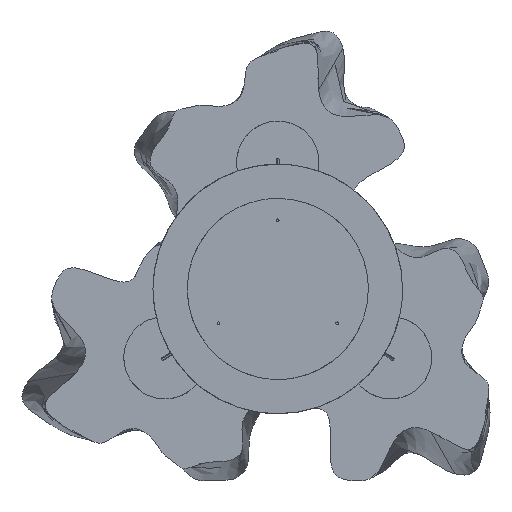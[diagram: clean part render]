
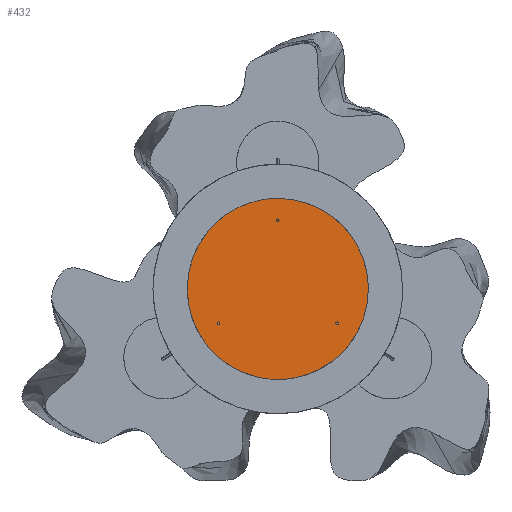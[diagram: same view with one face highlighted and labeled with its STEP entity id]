
A CAD part, top view. The second image highlights one B-rep face of the part: STEP entity #432.
In plain terms, the highlighted planar face has unit normal (0, 0, 1).
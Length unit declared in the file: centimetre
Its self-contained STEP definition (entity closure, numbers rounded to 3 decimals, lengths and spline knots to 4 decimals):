
#293=(
BOUNDED_CURVE()
B_SPLINE_CURVE(2,(#5887,#5888,#5889),.UNSPECIFIED.,.F.,.F.)
B_SPLINE_CURVE_WITH_KNOTS((3,3),(0.,103.6726),.UNSPECIFIED.)
CURVE()
GEOMETRIC_REPRESENTATION_ITEM()
RATIONAL_B_SPLINE_CURVE((1.,0.707,1.))
REPRESENTATION_ITEM($)
);
#296=(
BOUNDED_CURVE()
B_SPLINE_CURVE(2,(#5894,#5895,#5896),.UNSPECIFIED.,.F.,.F.)
B_SPLINE_CURVE_WITH_KNOTS((3,3),(103.6726,207.3451),.UNSPECIFIED.)
CURVE()
GEOMETRIC_REPRESENTATION_ITEM()
RATIONAL_B_SPLINE_CURVE((1.,0.707,1.))
REPRESENTATION_ITEM($)
);
#298=(
BOUNDED_CURVE()
B_SPLINE_CURVE(2,(#5899,#5900,#5901),.UNSPECIFIED.,.F.,.F.)
B_SPLINE_CURVE_WITH_KNOTS((3,3),(103.6726,207.3451),.UNSPECIFIED.)
CURVE()
GEOMETRIC_REPRESENTATION_ITEM()
RATIONAL_B_SPLINE_CURVE((1.,0.707,1.))
REPRESENTATION_ITEM($)
);
#432=ADVANCED_FACE($,(#558),#1751,.T.);
#558=FACE_OUTER_BOUND($,#688,.T.);
#688=EDGE_LOOP($,(#1245,#1246,#1247,#1248));
#1245=ORIENTED_EDGE($,*,*,#1530,.F.);
#1246=ORIENTED_EDGE($,*,*,#1527,.F.);
#1247=ORIENTED_EDGE($,*,*,#1532,.F.);
#1248=ORIENTED_EDGE($,*,*,#1534,.T.);
#1527=EDGE_CURVE($,#1714,#1715,#293,.T.);
#1530=EDGE_CURVE($,#1715,#1716,#296,.T.);
#1532=EDGE_CURVE($,#1717,#1714,#298,.T.);
#1534=EDGE_CURVE($,#1717,#1716,#1862,.T.);
#1714=VERTEX_POINT($,#6029);
#1715=VERTEX_POINT($,#6030);
#1716=VERTEX_POINT($,#6031);
#1717=VERTEX_POINT($,#6032);
#1751=PLANE($,#1972);
#1862=B_SPLINE_CURVE_WITH_KNOTS($,3,(#5904,#5905,#5906,#5907,#5908,#5909,
#5910,#5911,#5912,#5913,#5914,#5915,#5916,#5917,#5918,#5919,#5920,#5921,
#5922,#5923,#5924,#5925,#5926,#5927,#5928,#5929),.UNSPECIFIED.,.F.,.F.,(4,
2,2,2,2,2,2,2,2,2,2,2,4),(-103.6726,-97.7362,-91.5999,
-85.2812,-78.8019,-65.4611,-51.8363,-38.2114,
-24.8706,-18.3914,-12.0726,-5.9363,
0.),.UNSPECIFIED.);
#1972=AXIS2_PLACEMENT_3D($,#6015,#1998,$);
#1998=DIRECTION($,(0.,0.,1.));
#5887=CARTESIAN_POINT($,(0.,66.,0.));
#5888=CARTESIAN_POINT($,(66.,66.,0.));
#5889=CARTESIAN_POINT($,(66.,0.,0.));
#5894=CARTESIAN_POINT($,(66.,0.,0.));
#5895=CARTESIAN_POINT($,(66.,-66.,0.));
#5896=CARTESIAN_POINT($,(0.,-66.,0.));
#5899=CARTESIAN_POINT($,(-66.,0.,0.));
#5900=CARTESIAN_POINT($,(-66.,66.,0.));
#5901=CARTESIAN_POINT($,(0.,66.,0.));
#5904=CARTESIAN_POINT($,(-66.,0.,0.));
#5905=CARTESIAN_POINT($,(-66.,-1.9799,0.));
#5906=CARTESIAN_POINT($,(-65.9109,-3.9585,0.));
#5907=CARTESIAN_POINT($,(-65.5491,-7.9687,0.));
#5908=CARTESIAN_POINT($,(-65.2706,-9.9971,0.));
#5909=CARTESIAN_POINT($,(-64.5147,-14.0818,0.));
#5910=CARTESIAN_POINT($,(-64.0322,-16.1343,0.));
#5911=CARTESIAN_POINT($,(-62.8577,-20.238,0.));
#5912=CARTESIAN_POINT($,(-62.1615,-22.285,0.));
#5913=CARTESIAN_POINT($,(-59.7282,-28.4313,0.));
#5914=CARTESIAN_POINT($,(-57.6765,-32.3916,0.));
#5915=CARTESIAN_POINT($,(-52.7551,-39.9193,0.));
#5916=CARTESIAN_POINT($,(-49.8823,-43.4558,0.));
#5917=CARTESIAN_POINT($,(-43.4558,-49.8823,0.));
#5918=CARTESIAN_POINT($,(-39.9193,-52.7551,0.));
#5919=CARTESIAN_POINT($,(-32.3916,-57.6765,0.));
#5920=CARTESIAN_POINT($,(-28.4313,-59.7282,0.));
#5921=CARTESIAN_POINT($,(-22.285,-62.1615,0.));
#5922=CARTESIAN_POINT($,(-20.238,-62.8577,0.));
#5923=CARTESIAN_POINT($,(-16.1343,-64.0322,0.));
#5924=CARTESIAN_POINT($,(-14.0818,-64.5147,0.));
#5925=CARTESIAN_POINT($,(-9.9971,-65.2706,0.));
#5926=CARTESIAN_POINT($,(-7.9687,-65.5491,0.));
#5927=CARTESIAN_POINT($,(-3.9585,-65.9109,0.));
#5928=CARTESIAN_POINT($,(-1.9799,-66.,0.));
#5929=CARTESIAN_POINT($,(0.,-66.,0.));
#6015=CARTESIAN_POINT($,(-67.32,67.32,0.));
#6029=CARTESIAN_POINT($,(0.,66.,0.));
#6030=CARTESIAN_POINT($,(66.,0.,0.));
#6031=CARTESIAN_POINT($,(0.,-66.,0.));
#6032=CARTESIAN_POINT($,(-66.,0.,0.));
